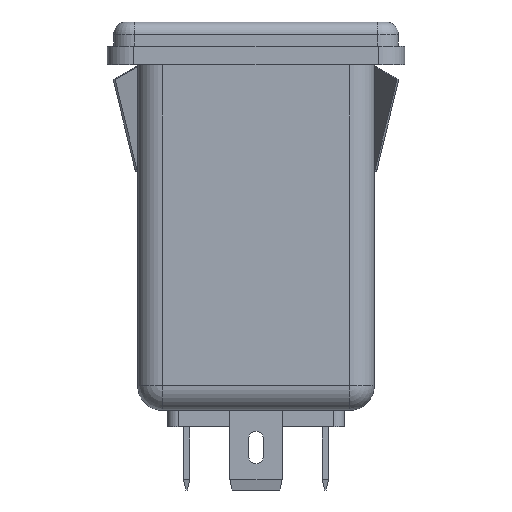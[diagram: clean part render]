
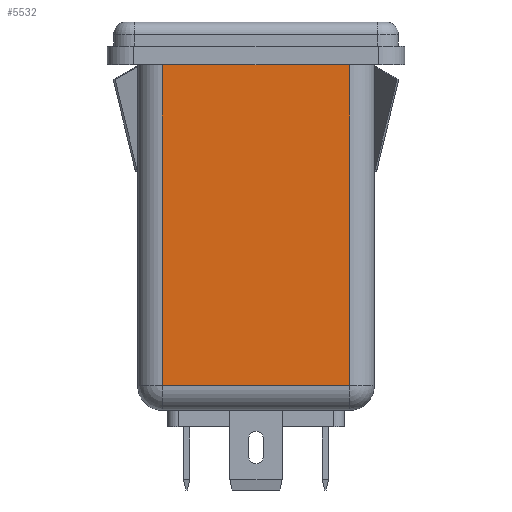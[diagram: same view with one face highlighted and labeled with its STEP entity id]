
A CAD part, front view. The second image highlights one B-rep face of the part: STEP entity #5532.
In plain terms, the highlighted planar face has unit normal (0, -1, 0).
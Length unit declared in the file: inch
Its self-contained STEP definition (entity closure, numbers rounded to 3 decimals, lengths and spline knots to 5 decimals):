
#477 = DIRECTION ( 'NONE',  ( -1., 0., 0. ) ) ;
#478 = VECTOR ( 'NONE', #477, 39.37008 ) ;
#479 = CARTESIAN_POINT ( 'NONE',  ( -0.44689, -0.64, -0.08858 ) ) ;
#480 = LINE ( 'NONE', #479, #478 ) ;
#481 = CARTESIAN_POINT ( 'NONE',  ( -0.44689, -0.64, -0.08858 ) ) ;
#922 = CARTESIAN_POINT ( 'NONE',  ( 0.44689, -0.64, -0.08858 ) ) ;
#1362 = DIRECTION ( 'NONE',  ( 1., 0., 0. ) ) ;
#1363 = VECTOR ( 'NONE', #1362, 39.37008 ) ;
#1364 = CARTESIAN_POINT ( 'NONE',  ( -0.44689, -0.64, -1.62071 ) ) ;
#1365 = LINE ( 'NONE', #1364, #1363 ) ;
#1366 = CARTESIAN_POINT ( 'NONE',  ( -0.44689, -0.64, -1.62071 ) ) ;
#1367 = DIRECTION ( 'NONE',  ( 0., 0., -1. ) ) ;
#1368 = VECTOR ( 'NONE', #1367, 39.37008 ) ;
#1369 = CARTESIAN_POINT ( 'NONE',  ( -0.44689, -0.64, 1.61884 ) ) ;
#1370 = LINE ( 'NONE', #1369, #1368 ) ;
#1502 = CARTESIAN_POINT ( 'NONE',  ( 0.44689, -0.64, -1.62071 ) ) ;
#1503 = DIRECTION ( 'NONE',  ( 0., 0., -1. ) ) ;
#1504 = VECTOR ( 'NONE', #1503, 39.37008 ) ;
#1505 = CARTESIAN_POINT ( 'NONE',  ( 0.44689, -0.64, 1.61884 ) ) ;
#1506 = LINE ( 'NONE', #1505, #1504 ) ;
#1519 = DIRECTION ( 'NONE',  ( 1., 0., 0. ) ) ;
#1520 = DIRECTION ( 'NONE',  ( 0., -1., 0. ) ) ;
#1521 = AXIS2_PLACEMENT_3D ( 'NONE', #1522, #1520, #1519 ) ;
#1522 = CARTESIAN_POINT ( 'NONE',  ( -0.44689, -0.64, 1.61884 ) ) ;
#1523 = PLANE ( 'NONE',  #1521 ) ;
#1524 = FACE_OUTER_BOUND ( 'NONE', #5492, .T. ) ;
#4994 = VERTEX_POINT ( 'NONE', #481 ) ;
#4996 = EDGE_CURVE ( 'NONE', #5268, #4994, #480, .T. ) ;
#5268 = VERTEX_POINT ( 'NONE', #922 ) ;
#5492 = EDGE_LOOP ( 'NONE', ( #5493, #5496, #5498, #5551 ) ) ;
#5493 = ORIENTED_EDGE ( 'NONE', *, *, #5494, .T. ) ;
#5494 = EDGE_CURVE ( 'NONE', #4994, #5495, #1370, .T. ) ;
#5495 = VERTEX_POINT ( 'NONE', #1366 ) ;
#5496 = ORIENTED_EDGE ( 'NONE', *, *, #5497, .T. ) ;
#5497 = EDGE_CURVE ( 'NONE', #5495, #5543, #1365, .T. ) ;
#5498 = ORIENTED_EDGE ( 'NONE', *, *, #5542, .F. ) ;
#5532 = ADVANCED_FACE ( 'NONE', ( #1524 ), #1523, .T. ) ;
#5542 = EDGE_CURVE ( 'NONE', #5268, #5543, #1506, .T. ) ;
#5543 = VERTEX_POINT ( 'NONE', #1502 ) ;
#5551 = ORIENTED_EDGE ( 'NONE', *, *, #4996, .T. ) ;
